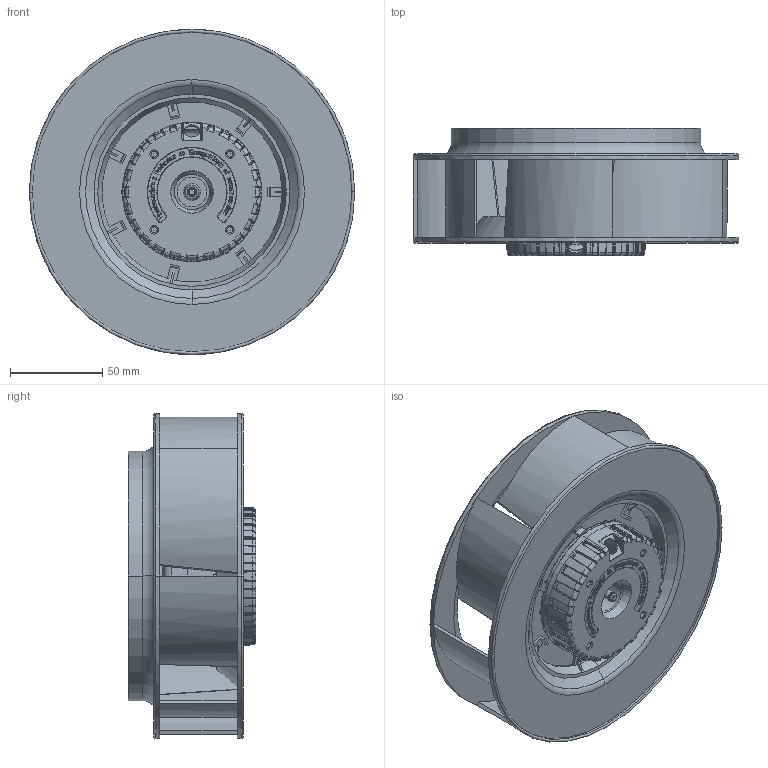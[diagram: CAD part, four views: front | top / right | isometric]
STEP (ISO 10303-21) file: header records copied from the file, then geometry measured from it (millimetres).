
FILE_DESCRIPTION((''),'2;1');
FILE_NAME('DC175_ASM_ASM','2018-04-10T',('Administrator'),(''),'PRO/ENGINEER BY PARAMETRIC TECHNOLOGY CORPORATION, 2010280','PRO/ENGINEER BY PARAMETRIC TECHNOLOGY CORPORATION, 2010280','');
FILE_SCHEMA(('CONFIG_CONTROL_DESIGN'));
Products named in the file (6): ASM0001_ASM_ASM_ASM_ASM_ASM; CASE_1; DC; 175_ASM_ASM; 410528; DC175_ASM_ASM
Assembly tree (5 placements, depth 3):
  DC175_ASM_ASM
    175_ASM_ASM
      ASM0001_ASM_ASM_ASM_ASM_ASM
      CASE_1
      DC
    410528
Bounding box: 176 x 69 x 176 mm (x, y, z)
Volume: 153716.1 mm3; surface area: 176295 mm2
Topology: 3 solids, 3 shells, 3147 faces, 8662 edges, 5610 vertices
Faces by surface type: plane 2258, bspline 331, cylinder 327, torus 161, cone 70
Entity records: 113058 total; most frequent: CARTESIAN_POINT 36199, ORIENTED_EDGE 17324, DIRECTION 13930, EDGE_CURVE 8662, VECTOR 6156, LINE 6156, VERTEX_POINT 5610, AXIS2_PLACEMENT_3D 3887
